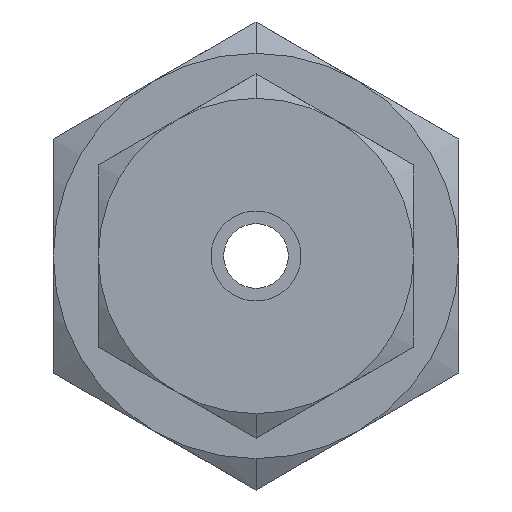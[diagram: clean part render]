
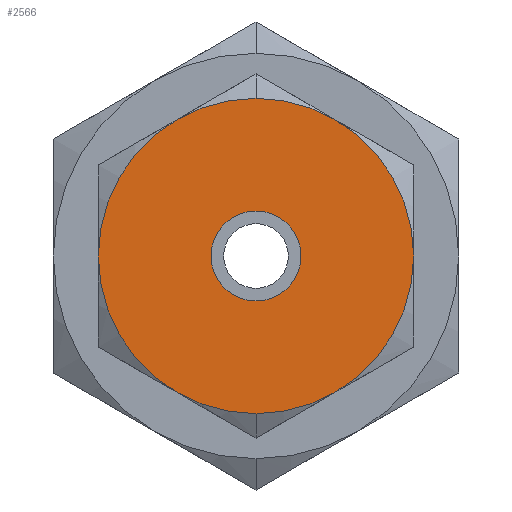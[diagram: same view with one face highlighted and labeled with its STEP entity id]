
A CAD part, left-side view. The second image highlights one B-rep face of the part: STEP entity #2566.
In plain terms, the highlighted planar face has unit normal (-1, 0, 0).
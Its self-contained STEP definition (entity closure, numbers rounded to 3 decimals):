
#519 = DIRECTION ( 'NONE',  ( -1., 0., 0. ) ) ;
#556 = DIRECTION ( 'NONE',  ( 0., 0., 1. ) ) ;
#776 = CARTESIAN_POINT ( 'NONE',  ( 0., 0., 0. ) ) ;
#841 = DIRECTION ( 'NONE',  ( 1., 0., 0. ) ) ;
#1376 = EDGE_LOOP ( 'NONE', ( #2515, #2910 ) ) ;
#1990 = DIRECTION ( 'NONE',  ( 0., 0., -1. ) ) ;
#2034 = CARTESIAN_POINT ( 'NONE',  ( 0., 0., 2.777 ) ) ;
#2515 = ORIENTED_EDGE ( 'NONE', *, *, #8710, .T. ) ;
#2566 = ADVANCED_FACE ( 'NONE', ( #9025, #2612 ), #6261, .T. ) ;
#2612 = FACE_OUTER_BOUND ( 'NONE', #8416, .T. ) ;
#2843 = DIRECTION ( 'NONE',  ( 0., 0., 1. ) ) ;
#2910 = ORIENTED_EDGE ( 'NONE', *, *, #9054, .T. ) ;
#3570 = AXIS2_PLACEMENT_3D ( 'NONE', #7186, #4951, #1990 ) ;
#3626 = DIRECTION ( 'NONE',  ( 1., 0., 0. ) ) ;
#3696 = ORIENTED_EDGE ( 'NONE', *, *, #6074, .F. ) ;
#3702 = CARTESIAN_POINT ( 'NONE',  ( 0., 0., 0. ) ) ;
#3749 = AXIS2_PLACEMENT_3D ( 'NONE', #2034, #519, #556 ) ;
#4328 = CIRCLE ( 'NONE', #3570, 5.555 ) ;
#4867 = CIRCLE ( 'NONE', #8899, 1.585 ) ;
#4951 = DIRECTION ( 'NONE',  ( 1., 0., 0. ) ) ;
#5050 = CARTESIAN_POINT ( 'NONE',  ( 0., 0., 0. ) ) ;
#5086 = DIRECTION ( 'NONE',  ( 0., 0., -1. ) ) ;
#5347 = VERTEX_POINT ( 'NONE', #7765 ) ;
#5739 = AXIS2_PLACEMENT_3D ( 'NONE', #5050, #841, #2843 ) ;
#5762 = DIRECTION ( 'NONE',  ( 0., 0., 1. ) ) ;
#6074 = EDGE_CURVE ( 'NONE', #8713, #6352, #4328, .T. ) ;
#6261 = PLANE ( 'NONE',  #3749 ) ;
#6269 = CARTESIAN_POINT ( 'NONE',  ( 0., 0., 5.555 ) ) ;
#6352 = VERTEX_POINT ( 'NONE', #6269 ) ;
#6363 = CARTESIAN_POINT ( 'NONE',  ( 0., 0., 1.585 ) ) ;
#6552 = DIRECTION ( 'NONE',  ( 1., 0., 0. ) ) ;
#6796 = CIRCLE ( 'NONE', #8156, 1.585 ) ;
#7186 = CARTESIAN_POINT ( 'NONE',  ( 0., 0., 0. ) ) ;
#7765 = CARTESIAN_POINT ( 'NONE',  ( 0., 0., -1.585 ) ) ;
#7849 = CIRCLE ( 'NONE', #5739, 5.555 ) ;
#7855 = CARTESIAN_POINT ( 'NONE',  ( 0., 0., -5.555 ) ) ;
#8128 = VERTEX_POINT ( 'NONE', #6363 ) ;
#8156 = AXIS2_PLACEMENT_3D ( 'NONE', #776, #3626, #5086 ) ;
#8416 = EDGE_LOOP ( 'NONE', ( #8891, #3696 ) ) ;
#8471 = EDGE_CURVE ( 'NONE', #6352, #8713, #7849, .T. ) ;
#8710 = EDGE_CURVE ( 'NONE', #5347, #8128, #6796, .T. ) ;
#8713 = VERTEX_POINT ( 'NONE', #7855 ) ;
#8891 = ORIENTED_EDGE ( 'NONE', *, *, #8471, .F. ) ;
#8899 = AXIS2_PLACEMENT_3D ( 'NONE', #3702, #6552, #5762 ) ;
#9025 = FACE_BOUND ( 'NONE', #1376, .T. ) ;
#9054 = EDGE_CURVE ( 'NONE', #8128, #5347, #4867, .T. ) ;
